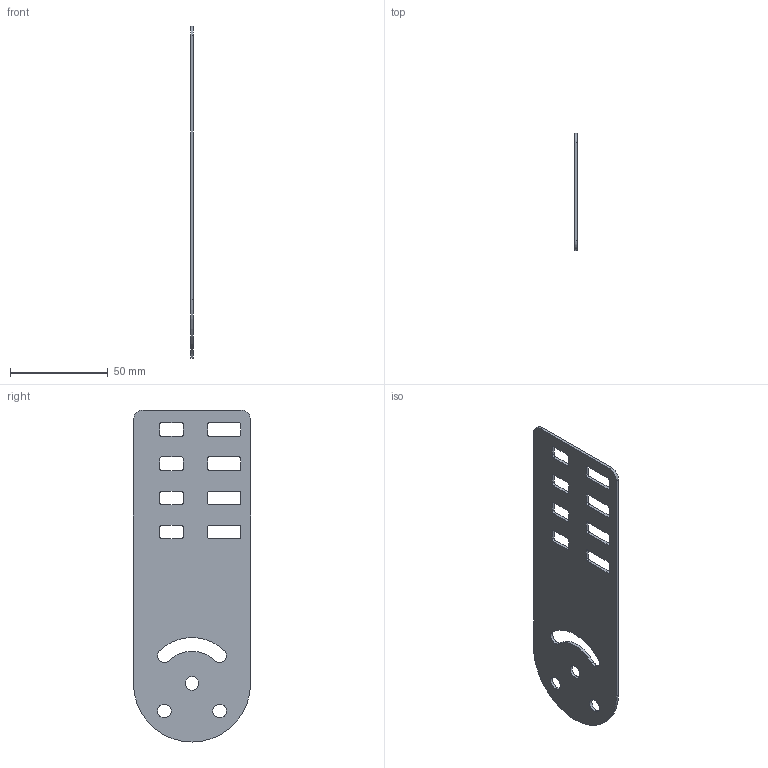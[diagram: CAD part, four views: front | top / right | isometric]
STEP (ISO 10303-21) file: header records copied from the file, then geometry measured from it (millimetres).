
FILE_DESCRIPTION (( 'STEP AP203' ), '1' );
FILE_NAME ('CLM51D-PSH-080 Ïëàñòèíà øàðíèðíàÿ h=80ìì IEK.STEP', '2023-05-31T11:03:18', ( '' ), ( '' ), 'SwSTEP 2.0', 'SolidWorks 2022', '' );
FILE_SCHEMA (( 'CONFIG_CONTROL_DESIGN' ));
Length unit declared in the file: millimetre
Products named in the file (1): CLM51D-PSH-080 Пластина шарнирная h=80мм IEK
Bounding box: 1.5 x 60 x 170 mm (x, y, z)
Volume: 12936 mm3; surface area: 18614.5 mm2
Topology: 1 solids, 1 shells, 85 faces, 249 edges, 166 vertices
Faces by surface type: cylinder 48, plane 37
Entity records: 2984 total; most frequent: DIRECTION 517, CARTESIAN_POINT 501, ORIENTED_EDGE 498, EDGE_CURVE 249, AXIS2_PLACEMENT_3D 182, VERTEX_POINT 166, VECTOR 153, LINE 153
